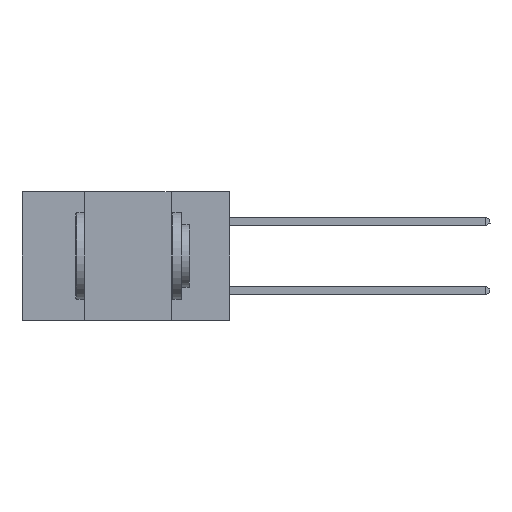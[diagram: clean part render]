
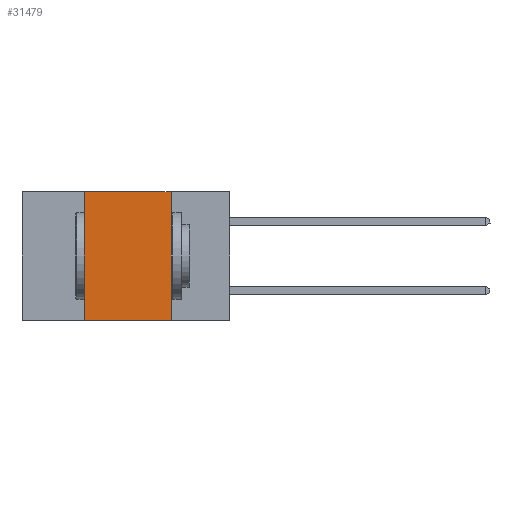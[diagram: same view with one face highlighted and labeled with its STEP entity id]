
A CAD part, left-side view. The second image highlights one B-rep face of the part: STEP entity #31479.
In plain terms, the highlighted planar face has unit normal (-1, 0, 0).
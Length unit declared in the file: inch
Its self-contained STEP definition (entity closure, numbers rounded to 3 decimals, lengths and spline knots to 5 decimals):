
#353 = FACE_OUTER_BOUND ( 'NONE', #3832, .T. ) ;
#568 = CARTESIAN_POINT ( 'NONE',  ( 0., 0.42, -0.37 ) ) ;
#905 = ORIENTED_EDGE ( 'NONE', *, *, #25741, .F. ) ;
#989 = VECTOR ( 'NONE', #1987, 39.37008 ) ;
#1163 = VECTOR ( 'NONE', #32209, 39.37008 ) ;
#1210 = ORIENTED_EDGE ( 'NONE', *, *, #33265, .T. ) ;
#1987 = DIRECTION ( 'NONE',  ( 0., -1., 0. ) ) ;
#3832 = EDGE_LOOP ( 'NONE', ( #26297, #8867, #905, #1210 ) ) ;
#4170 = EDGE_CURVE ( 'NONE', #20047, #11051, #19669, .T. ) ;
#4827 = AXIS2_PLACEMENT_3D ( 'NONE', #20690, #4830, #22938 ) ;
#4830 = DIRECTION ( 'NONE',  ( 1., 0., 0. ) ) ;
#6530 = EDGE_CURVE ( 'NONE', #19505, #20047, #6639, .T. ) ;
#6639 = LINE ( 'NONE', #18887, #989 ) ;
#7552 = DIRECTION ( 'NONE',  ( 0., 0., -1. ) ) ;
#8360 = VERTEX_POINT ( 'NONE', #568 ) ;
#8867 = ORIENTED_EDGE ( 'NONE', *, *, #6530, .F. ) ;
#10386 = VECTOR ( 'NONE', #7552, 39.37008 ) ;
#11051 = VERTEX_POINT ( 'NONE', #24947 ) ;
#14825 = LINE ( 'NONE', #24284, #1163 ) ;
#18663 = DIRECTION ( 'NONE',  ( 0., 0., 1. ) ) ;
#18887 = CARTESIAN_POINT ( 'NONE',  ( 0., 0.6, 0. ) ) ;
#19505 = VERTEX_POINT ( 'NONE', #32246 ) ;
#19669 = LINE ( 'NONE', #28259, #10386 ) ;
#20047 = VERTEX_POINT ( 'NONE', #24153 ) ;
#20690 = CARTESIAN_POINT ( 'NONE',  ( 0., 0.6, 0. ) ) ;
#22938 = DIRECTION ( 'NONE',  ( 0., 0., -1. ) ) ;
#24091 = CARTESIAN_POINT ( 'NONE',  ( 0., 0.42, 0. ) ) ;
#24153 = CARTESIAN_POINT ( 'NONE',  ( 0., 0.17, 0. ) ) ;
#24284 = CARTESIAN_POINT ( 'NONE',  ( 0., 0.6, -0.37 ) ) ;
#24947 = CARTESIAN_POINT ( 'NONE',  ( 0., 0.17, -0.37 ) ) ;
#25741 = EDGE_CURVE ( 'NONE', #8360, #19505, #27679, .T. ) ;
#26297 = ORIENTED_EDGE ( 'NONE', *, *, #4170, .F. ) ;
#27679 = LINE ( 'NONE', #24091, #29311 ) ;
#28259 = CARTESIAN_POINT ( 'NONE',  ( 0., 0.17, 0. ) ) ;
#29311 = VECTOR ( 'NONE', #18663, 39.37008 ) ;
#30983 = PLANE ( 'NONE',  #4827 ) ;
#31479 = ADVANCED_FACE ( 'NONE', ( #353 ), #30983, .F. ) ;
#32209 = DIRECTION ( 'NONE',  ( 0., -1., 0. ) ) ;
#32246 = CARTESIAN_POINT ( 'NONE',  ( 0., 0.42, 0. ) ) ;
#33265 = EDGE_CURVE ( 'NONE', #8360, #11051, #14825, .T. ) ;
